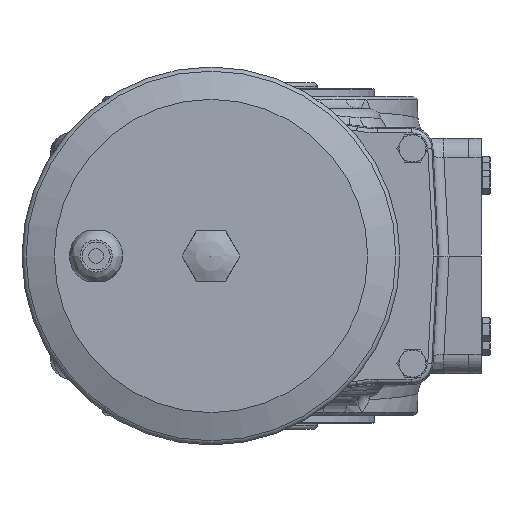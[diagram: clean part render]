
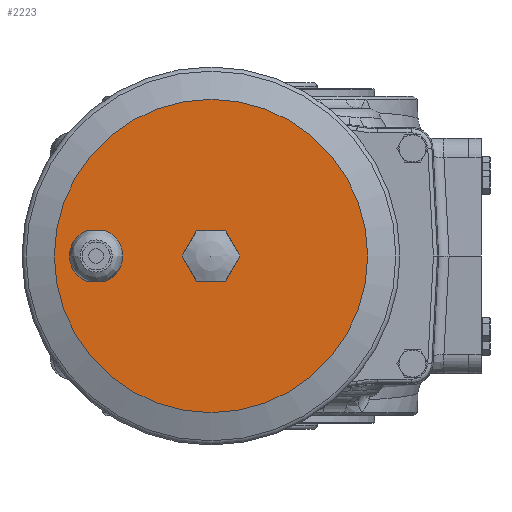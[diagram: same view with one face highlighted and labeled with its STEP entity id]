
A CAD part, left-side view. The second image highlights one B-rep face of the part: STEP entity #2223.
In plain terms, the highlighted planar face has unit normal (-1, 0, 0).
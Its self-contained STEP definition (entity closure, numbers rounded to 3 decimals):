
#2223 = ADVANCED_FACE( '', ( #4927, #4928, #4929 ), #4930, .T. );
#4927 = FACE_BOUND( '', #14680, .T. );
#4928 = FACE_OUTER_BOUND( '', #14681, .T. );
#4929 = FACE_BOUND( '', #14682, .T. );
#4930 = PLANE( '', #14683 );
#14680 = EDGE_LOOP( '', ( #24411, #24412, #24413, #24414 ) );
#14681 = EDGE_LOOP( '', ( #24415 ) );
#14682 = EDGE_LOOP( '', ( #24416, #24417, #24418, #24419, #24420, #24421 ) );
#14683 = AXIS2_PLACEMENT_3D( '', #24422, #24423, #24424 );
#24411 = ORIENTED_EDGE( '', *, *, #28303, .F. );
#24412 = ORIENTED_EDGE( '', *, *, #27729, .F. );
#24413 = ORIENTED_EDGE( '', *, *, #28185, .F. );
#24414 = ORIENTED_EDGE( '', *, *, #28304, .T. );
#24415 = ORIENTED_EDGE( '', *, *, #27931, .T. );
#24416 = ORIENTED_EDGE( '', *, *, #27975, .T. );
#24417 = ORIENTED_EDGE( '', *, *, #27763, .T. );
#24418 = ORIENTED_EDGE( '', *, *, #26918, .T. );
#24419 = ORIENTED_EDGE( '', *, *, #26775, .T. );
#24420 = ORIENTED_EDGE( '', *, *, #26242, .T. );
#24421 = ORIENTED_EDGE( '', *, *, #28305, .T. );
#24422 = CARTESIAN_POINT( '', ( -623.9, 98.4, 0. ) );
#24423 = DIRECTION( '', ( -1., 0., 0. ) );
#24424 = DIRECTION( '', ( 0., 1., 0. ) );
#26242 = EDGE_CURVE( '', #29029, #29033, #29035, .T. );
#26775 = EDGE_CURVE( '', #29895, #29029, #29898, .T. );
#26918 = EDGE_CURVE( '', #30125, #29895, #30128, .T. );
#27729 = EDGE_CURVE( '', #31294, #31296, #31297, .T. );
#27763 = EDGE_CURVE( '', #31342, #30125, #31344, .T. );
#27931 = EDGE_CURVE( '', #31576, #31576, #31577, .T. );
#27975 = EDGE_CURVE( '', #31630, #31342, #31632, .T. );
#28185 = EDGE_CURVE( '', #31897, #31294, #31899, .T. );
#28303 = EDGE_CURVE( '', #31296, #32029, #32030, .T. );
#28304 = EDGE_CURVE( '', #31897, #32029, #32031, .T. );
#28305 = EDGE_CURVE( '', #29033, #31630, #32032, .T. );
#29029 = VERTEX_POINT( '', #33588 );
#29033 = VERTEX_POINT( '', #33593 );
#29035 = LINE( '', #33596, #33597 );
#29895 = VERTEX_POINT( '', #35979 );
#29898 = LINE( '', #35983, #35984 );
#30125 = VERTEX_POINT( '', #36507 );
#30128 = LINE( '', #36511, #36512 );
#31294 = VERTEX_POINT( '', #38894 );
#31296 = VERTEX_POINT( '', #38897 );
#31297 = LINE( '', #38898, #38899 );
#31342 = VERTEX_POINT( '', #38956 );
#31344 = LINE( '', #38959, #38960 );
#31576 = VERTEX_POINT( '', #39364 );
#31577 = CIRCLE( '', #39365, 75. );
#31630 = VERTEX_POINT( '', #39437 );
#31632 = LINE( '', #39440, #39441 );
#31897 = VERTEX_POINT( '', #39882 );
#31899 = CIRCLE( '', #39885, 12.8 );
#32029 = VERTEX_POINT( '', #40185 );
#32030 = CIRCLE( '', #40186, 12.8 );
#32031 = LINE( '', #40187, #40188 );
#32032 = LINE( '', #40189, #40190 );
#33588 = CARTESIAN_POINT( '', ( -623.9, 37.256, 0. ) );
#33593 = CARTESIAN_POINT( '', ( -623.9, 30.328, 12. ) );
#33596 = CARTESIAN_POINT( '', ( -623.9, 37.256, 0. ) );
#33597 = VECTOR( '', #40924, 1000. );
#35979 = CARTESIAN_POINT( '', ( -623.9, 30.328, -12. ) );
#35983 = CARTESIAN_POINT( '', ( -623.9, 30.328, -12. ) );
#35984 = VECTOR( '', #41585, 1000. );
#36507 = CARTESIAN_POINT( '', ( -623.9, 16.472, -12. ) );
#36511 = CARTESIAN_POINT( '', ( -623.9, 16.472, -12. ) );
#36512 = VECTOR( '', #41742, 1000. );
#38894 = CARTESIAN_POINT( '', ( -623.9, 82.854, -12. ) );
#38897 = CARTESIAN_POINT( '', ( -623.9, 73.946, -12. ) );
#38898 = CARTESIAN_POINT( '', ( -623.9, 82.854, -12. ) );
#38899 = VECTOR( '', #42677, 1000. );
#38956 = CARTESIAN_POINT( '', ( -623.9, 9.544, 0. ) );
#38959 = CARTESIAN_POINT( '', ( -623.9, 9.544, 0. ) );
#38960 = VECTOR( '', #42725, 1000. );
#39364 = CARTESIAN_POINT( '', ( -623.9, 98.4, 0. ) );
#39365 = AXIS2_PLACEMENT_3D( '', #42945, #42946, #42947 );
#39437 = CARTESIAN_POINT( '', ( -623.9, 16.472, 12. ) );
#39440 = CARTESIAN_POINT( '', ( -623.9, 16.472, 12. ) );
#39441 = VECTOR( '', #42998, 1000. );
#39882 = CARTESIAN_POINT( '', ( -623.9, 82.854, 12. ) );
#39885 = AXIS2_PLACEMENT_3D( '', #43213, #43214, #43215 );
#40185 = CARTESIAN_POINT( '', ( -623.9, 73.946, 12. ) );
#40186 = AXIS2_PLACEMENT_3D( '', #43302, #43303, #43304 );
#40187 = CARTESIAN_POINT( '', ( -623.9, 82.854, 12. ) );
#40188 = VECTOR( '', #43305, 1000. );
#40189 = CARTESIAN_POINT( '', ( -623.9, 30.328, 12. ) );
#40190 = VECTOR( '', #43306, 1000. );
#40924 = DIRECTION( '', ( 0., -0.5, 0.866 ) );
#41585 = DIRECTION( '', ( 0., 0.5, 0.866 ) );
#41742 = DIRECTION( '', ( 0., 1., 0. ) );
#42677 = DIRECTION( '', ( 0., -1., 0. ) );
#42725 = DIRECTION( '', ( 0., 0.5, -0.866 ) );
#42945 = CARTESIAN_POINT( '', ( -623.9, 23.4, 0. ) );
#42946 = DIRECTION( '', ( -1., 0., 0. ) );
#42947 = DIRECTION( '', ( 0., 1., 0. ) );
#42998 = DIRECTION( '', ( 0., -0.5, -0.866 ) );
#43213 = CARTESIAN_POINT( '', ( -623.9, 78.4, 0. ) );
#43214 = DIRECTION( '', ( -1., 0., 0. ) );
#43215 = DIRECTION( '', ( 0., 1., 0. ) );
#43302 = CARTESIAN_POINT( '', ( -623.9, 78.4, 0. ) );
#43303 = DIRECTION( '', ( -1., 0., 0. ) );
#43304 = DIRECTION( '', ( 0., 1., 0. ) );
#43305 = DIRECTION( '', ( 0., -1., 0. ) );
#43306 = DIRECTION( '', ( 0., -1., 0. ) );
